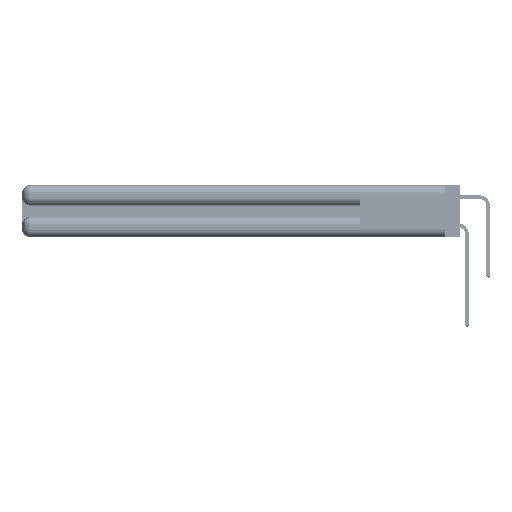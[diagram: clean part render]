
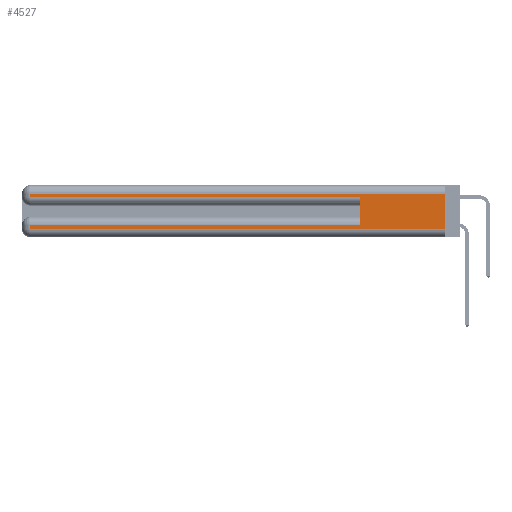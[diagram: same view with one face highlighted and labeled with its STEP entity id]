
A CAD part, left-side view. The second image highlights one B-rep face of the part: STEP entity #4527.
In plain terms, the highlighted planar face has unit normal (-1, 0, 0).
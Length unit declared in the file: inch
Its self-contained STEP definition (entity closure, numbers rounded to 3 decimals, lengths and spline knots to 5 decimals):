
#508 = ORIENTED_EDGE ( 'NONE', *, *, #2304, .T. ) ;
#926 = EDGE_CURVE ( 'NONE', #6241, #16210, #10784, .T. ) ;
#1414 = LINE ( 'NONE', #51260, #45722 ) ;
#1884 = VECTOR ( 'NONE', #4759, 39.37008 ) ;
#2304 = EDGE_CURVE ( 'NONE', #16210, #30537, #18162, .T. ) ;
#2421 = DIRECTION ( 'NONE',  ( 0., 0., -1. ) ) ;
#3652 = DIRECTION ( 'NONE',  ( 0., -1., 0. ) ) ;
#4472 = LINE ( 'NONE', #16570, #31978 ) ;
#4527 = ADVANCED_FACE ( 'NONE', ( #36947 ), #9142, .F. ) ;
#4759 = DIRECTION ( 'NONE',  ( 0., 0., -1. ) ) ;
#5474 = DIRECTION ( 'NONE',  ( 1., 0., 0. ) ) ;
#6241 = VERTEX_POINT ( 'NONE', #19318 ) ;
#6298 = VERTEX_POINT ( 'NONE', #36355 ) ;
#7137 = DIRECTION ( 'NONE',  ( 0., -1., 0. ) ) ;
#8970 = DIRECTION ( 'NONE',  ( 0., 0., -1. ) ) ;
#9142 = PLANE ( 'NONE',  #16458 ) ;
#9236 = LINE ( 'NONE', #35762, #37309 ) ;
#10461 = ORIENTED_EDGE ( 'NONE', *, *, #48119, .T. ) ;
#10784 = LINE ( 'NONE', #50932, #51352 ) ;
#13073 = ORIENTED_EDGE ( 'NONE', *, *, #23972, .F. ) ;
#13364 = VERTEX_POINT ( 'NONE', #42671 ) ;
#14091 = CARTESIAN_POINT ( 'NONE',  ( 0., 2.94, 0.31 ) ) ;
#14687 = LINE ( 'NONE', #17818, #47109 ) ;
#16210 = VERTEX_POINT ( 'NONE', #23331 ) ;
#16458 = AXIS2_PLACEMENT_3D ( 'NONE', #17361, #5474, #8970 ) ;
#16570 = CARTESIAN_POINT ( 'NONE',  ( 0., 0.6, 0.145 ) ) ;
#17361 = CARTESIAN_POINT ( 'NONE',  ( 0., 0., 0.37 ) ) ;
#17809 = VERTEX_POINT ( 'NONE', #21265 ) ;
#17818 = CARTESIAN_POINT ( 'NONE',  ( 0., 2.94, 0.37 ) ) ;
#18162 = LINE ( 'NONE', #40841, #1884 ) ;
#19318 = CARTESIAN_POINT ( 'NONE',  ( 0., 0.6, 0.085 ) ) ;
#21221 = VECTOR ( 'NONE', #27891, 39.37008 ) ;
#21265 = CARTESIAN_POINT ( 'NONE',  ( 0., 2.94, 0.285 ) ) ;
#21826 = LINE ( 'NONE', #31726, #21221 ) ;
#23331 = CARTESIAN_POINT ( 'NONE',  ( 0., 2.94, 0.085 ) ) ;
#23972 = EDGE_CURVE ( 'NONE', #6241, #6298, #4472, .T. ) ;
#25648 = EDGE_LOOP ( 'NONE', ( #32838, #39134, #45393, #36381, #13073, #30968, #508, #10461 ) ) ;
#27058 = DIRECTION ( 'NONE',  ( 0., 1., 0. ) ) ;
#27891 = DIRECTION ( 'NONE',  ( 0., 0., -1. ) ) ;
#28802 = VECTOR ( 'NONE', #29326, 39.37008 ) ;
#29326 = DIRECTION ( 'NONE',  ( 0., 1., 0. ) ) ;
#30537 = VERTEX_POINT ( 'NONE', #36661 ) ;
#30968 = ORIENTED_EDGE ( 'NONE', *, *, #926, .T. ) ;
#31726 = CARTESIAN_POINT ( 'NONE',  ( 0., 0., 0.37 ) ) ;
#31978 = VECTOR ( 'NONE', #41093, 39.37008 ) ;
#32578 = EDGE_CURVE ( 'NONE', #17809, #6298, #1414, .T. ) ;
#32838 = ORIENTED_EDGE ( 'NONE', *, *, #38922, .F. ) ;
#35762 = CARTESIAN_POINT ( 'NONE',  ( 0., 0., 0.06 ) ) ;
#36355 = CARTESIAN_POINT ( 'NONE',  ( 0., 0.6, 0.285 ) ) ;
#36381 = ORIENTED_EDGE ( 'NONE', *, *, #32578, .T. ) ;
#36661 = CARTESIAN_POINT ( 'NONE',  ( 0., 2.94, 0.06 ) ) ;
#36947 = FACE_OUTER_BOUND ( 'NONE', #25648, .T. ) ;
#36954 = CARTESIAN_POINT ( 'NONE',  ( 0., 0., 0.31 ) ) ;
#37309 = VECTOR ( 'NONE', #3652, 39.37008 ) ;
#38473 = EDGE_CURVE ( 'NONE', #13364, #46287, #39372, .T. ) ;
#38922 = EDGE_CURVE ( 'NONE', #13364, #47877, #21826, .T. ) ;
#39134 = ORIENTED_EDGE ( 'NONE', *, *, #38473, .T. ) ;
#39372 = LINE ( 'NONE', #36954, #28802 ) ;
#40841 = CARTESIAN_POINT ( 'NONE',  ( 0., 2.94, 0.37 ) ) ;
#41093 = DIRECTION ( 'NONE',  ( 0., 0., 1. ) ) ;
#42007 = CARTESIAN_POINT ( 'NONE',  ( 0., 0., 0.06 ) ) ;
#42671 = CARTESIAN_POINT ( 'NONE',  ( 0., 0., 0.31 ) ) ;
#45393 = ORIENTED_EDGE ( 'NONE', *, *, #50212, .T. ) ;
#45722 = VECTOR ( 'NONE', #7137, 39.37008 ) ;
#46287 = VERTEX_POINT ( 'NONE', #14091 ) ;
#47109 = VECTOR ( 'NONE', #2421, 39.37008 ) ;
#47877 = VERTEX_POINT ( 'NONE', #42007 ) ;
#48119 = EDGE_CURVE ( 'NONE', #30537, #47877, #9236, .T. ) ;
#50212 = EDGE_CURVE ( 'NONE', #46287, #17809, #14687, .T. ) ;
#50932 = CARTESIAN_POINT ( 'NONE',  ( 0., 0., 0.085 ) ) ;
#51260 = CARTESIAN_POINT ( 'NONE',  ( 0., 0., 0.285 ) ) ;
#51352 = VECTOR ( 'NONE', #27058, 39.37008 ) ;
